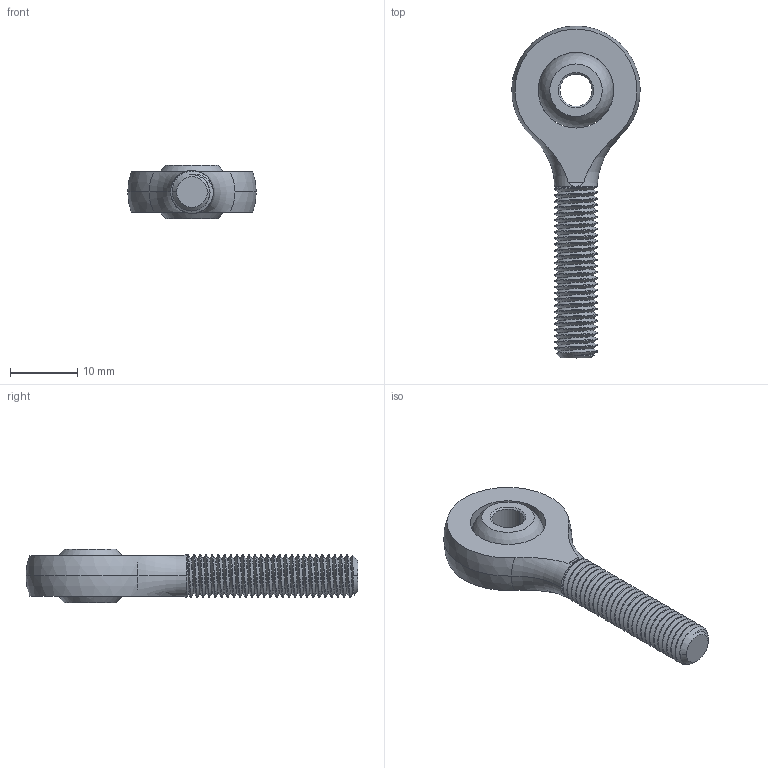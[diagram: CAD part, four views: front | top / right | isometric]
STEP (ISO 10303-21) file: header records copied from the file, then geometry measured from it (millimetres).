
FILE_DESCRIPTION (( 'STEP AP203' ), '1' );
FILE_NAME ('60645K812_Ball Joint Rod End.STEP', '2024-02-28T21:25:33', ( 'Administrator' ), ( 'Managed by Terraform' ), 'SwSTEP 2.0', 'SolidWorks 2017', '' );
FILE_SCHEMA (( 'CONFIG_CONTROL_DESIGN' ));
Length unit declared in the file: inch
Products named in the file (1): 60645K812_Ball Joint Rod End
Bounding box: 19.04 x 49.21 x 7.94 mm (x, y, z)
Volume: 2417.2 mm3; surface area: 2229.3 mm2
Topology: 2 solids, 2 shells, 86 faces, 238 edges, 156 vertices
Faces by surface type: cylinder 60, cone 9, plane 7, sphere 4, torus 3, bspline 3
Entity records: 7170 total; most frequent: CARTESIAN_POINT 5252, ORIENTED_EDGE 470, DIRECTION 309, EDGE_CURVE 235, VERTEX_POINT 155, AXIS2_PLACEMENT_3D 120, EDGE_LOOP 92, ADVANCED_FACE 86
